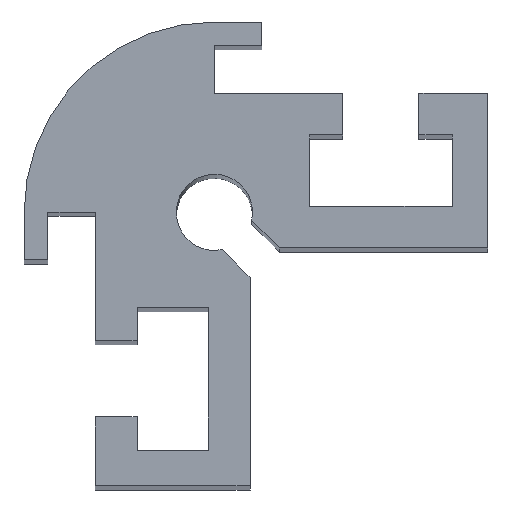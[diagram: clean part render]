
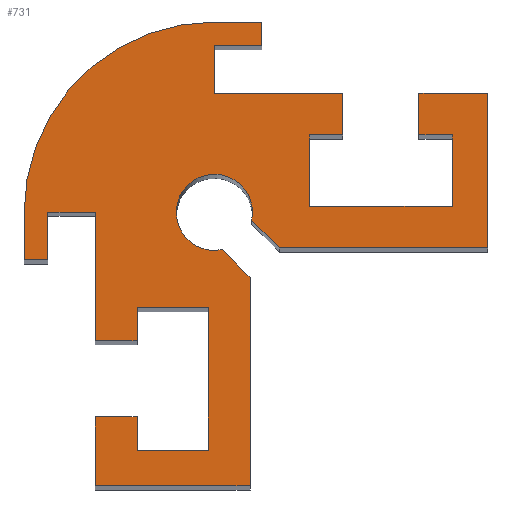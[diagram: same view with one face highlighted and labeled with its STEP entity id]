
A CAD part, top view. The second image highlights one B-rep face of the part: STEP entity #731.
In plain terms, the highlighted planar face has unit normal (0, 0, 1).
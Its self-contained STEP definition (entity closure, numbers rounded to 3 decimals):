
#16=CIRCLE('',#763,8.);
#18=CIRCLE('',#782,1.6);
#55=FACE_OUTER_BOUND('',#91,.T.);
#91=EDGE_LOOP('',(#595,#596,#597,#598,#599,#600,#601,#602,#603,#604,#605,
#606,#607,#608,#609,#610,#611,#612,#613,#614,#615,#616,#617,#618,#619,#620,
#621,#622,#623,#624,#625,#626,#627,#628));
#95=LINE('',#975,#193);
#98=LINE('',#981,#196);
#101=LINE('',#987,#199);
#104=LINE('',#993,#202);
#107=LINE('',#999,#205);
#110=LINE('',#1005,#208);
#113=LINE('',#1011,#211);
#116=LINE('',#1017,#214);
#119=LINE('',#1023,#217);
#122=LINE('',#1029,#220);
#125=LINE('',#1035,#223);
#128=LINE('',#1041,#226);
#131=LINE('',#1047,#229);
#134=LINE('',#1053,#232);
#138=LINE('',#1065,#236);
#141=LINE('',#1071,#239);
#144=LINE('',#1077,#242);
#147=LINE('',#1083,#245);
#150=LINE('',#1089,#248);
#153=LINE('',#1095,#251);
#156=LINE('',#1101,#254);
#159=LINE('',#1107,#257);
#162=LINE('',#1113,#260);
#165=LINE('',#1119,#263);
#168=LINE('',#1125,#266);
#171=LINE('',#1131,#269);
#174=LINE('',#1137,#272);
#177=LINE('',#1143,#275);
#180=LINE('',#1149,#278);
#183=LINE('',#1155,#281);
#187=LINE('',#1167,#285);
#190=LINE('',#1171,#288);
#193=VECTOR('',#793,10.);
#196=VECTOR('',#798,10.);
#199=VECTOR('',#803,10.);
#202=VECTOR('',#808,10.);
#205=VECTOR('',#813,10.);
#208=VECTOR('',#818,10.);
#211=VECTOR('',#823,10.);
#214=VECTOR('',#828,10.);
#217=VECTOR('',#833,10.);
#220=VECTOR('',#838,10.);
#223=VECTOR('',#843,10.);
#226=VECTOR('',#848,10.);
#229=VECTOR('',#853,10.);
#232=VECTOR('',#858,10.);
#236=VECTOR('',#870,10.);
#239=VECTOR('',#875,10.);
#242=VECTOR('',#880,10.);
#245=VECTOR('',#885,10.);
#248=VECTOR('',#890,10.);
#251=VECTOR('',#895,10.);
#254=VECTOR('',#900,10.);
#257=VECTOR('',#905,10.);
#260=VECTOR('',#910,10.);
#263=VECTOR('',#915,10.);
#266=VECTOR('',#920,10.);
#269=VECTOR('',#925,10.);
#272=VECTOR('',#930,10.);
#275=VECTOR('',#935,10.);
#278=VECTOR('',#940,10.);
#281=VECTOR('',#945,10.);
#285=VECTOR('',#957,10.);
#288=VECTOR('',#962,10.);
#291=VERTEX_POINT('',#972);
#292=VERTEX_POINT('',#974);
#294=VERTEX_POINT('',#980);
#296=VERTEX_POINT('',#986);
#298=VERTEX_POINT('',#992);
#300=VERTEX_POINT('',#998);
#302=VERTEX_POINT('',#1004);
#304=VERTEX_POINT('',#1010);
#306=VERTEX_POINT('',#1016);
#308=VERTEX_POINT('',#1022);
#310=VERTEX_POINT('',#1028);
#312=VERTEX_POINT('',#1034);
#314=VERTEX_POINT('',#1040);
#316=VERTEX_POINT('',#1046);
#318=VERTEX_POINT('',#1052);
#320=VERTEX_POINT('',#1058);
#322=VERTEX_POINT('',#1064);
#324=VERTEX_POINT('',#1070);
#326=VERTEX_POINT('',#1076);
#328=VERTEX_POINT('',#1082);
#330=VERTEX_POINT('',#1088);
#332=VERTEX_POINT('',#1094);
#334=VERTEX_POINT('',#1100);
#336=VERTEX_POINT('',#1106);
#338=VERTEX_POINT('',#1112);
#340=VERTEX_POINT('',#1118);
#342=VERTEX_POINT('',#1124);
#344=VERTEX_POINT('',#1130);
#346=VERTEX_POINT('',#1136);
#348=VERTEX_POINT('',#1142);
#350=VERTEX_POINT('',#1148);
#352=VERTEX_POINT('',#1154);
#354=VERTEX_POINT('',#1160);
#356=VERTEX_POINT('',#1166);
#359=EDGE_CURVE('',#292,#291,#95,.T.);
#362=EDGE_CURVE('',#294,#292,#98,.T.);
#365=EDGE_CURVE('',#296,#294,#101,.T.);
#368=EDGE_CURVE('',#298,#296,#104,.T.);
#371=EDGE_CURVE('',#300,#298,#107,.T.);
#374=EDGE_CURVE('',#302,#300,#110,.T.);
#377=EDGE_CURVE('',#304,#302,#113,.T.);
#380=EDGE_CURVE('',#306,#304,#116,.T.);
#383=EDGE_CURVE('',#308,#306,#119,.T.);
#386=EDGE_CURVE('',#310,#308,#122,.T.);
#389=EDGE_CURVE('',#312,#310,#125,.T.);
#392=EDGE_CURVE('',#314,#312,#128,.T.);
#395=EDGE_CURVE('',#316,#314,#131,.T.);
#398=EDGE_CURVE('',#318,#316,#134,.T.);
#401=EDGE_CURVE('',#320,#318,#16,.T.);
#404=EDGE_CURVE('',#322,#320,#138,.T.);
#407=EDGE_CURVE('',#324,#322,#141,.T.);
#410=EDGE_CURVE('',#326,#324,#144,.T.);
#413=EDGE_CURVE('',#328,#326,#147,.T.);
#416=EDGE_CURVE('',#330,#328,#150,.T.);
#419=EDGE_CURVE('',#332,#330,#153,.T.);
#422=EDGE_CURVE('',#334,#332,#156,.T.);
#425=EDGE_CURVE('',#336,#334,#159,.T.);
#428=EDGE_CURVE('',#338,#336,#162,.T.);
#431=EDGE_CURVE('',#340,#338,#165,.T.);
#434=EDGE_CURVE('',#342,#340,#168,.T.);
#437=EDGE_CURVE('',#344,#342,#171,.T.);
#440=EDGE_CURVE('',#346,#344,#174,.T.);
#443=EDGE_CURVE('',#348,#346,#177,.T.);
#446=EDGE_CURVE('',#350,#348,#180,.T.);
#449=EDGE_CURVE('',#352,#350,#183,.T.);
#452=EDGE_CURVE('',#354,#352,#18,.T.);
#455=EDGE_CURVE('',#356,#354,#187,.T.);
#458=EDGE_CURVE('',#291,#356,#190,.T.);
#595=ORIENTED_EDGE('',*,*,#458,.T.);
#596=ORIENTED_EDGE('',*,*,#455,.T.);
#597=ORIENTED_EDGE('',*,*,#452,.T.);
#598=ORIENTED_EDGE('',*,*,#449,.T.);
#599=ORIENTED_EDGE('',*,*,#446,.T.);
#600=ORIENTED_EDGE('',*,*,#443,.T.);
#601=ORIENTED_EDGE('',*,*,#440,.T.);
#602=ORIENTED_EDGE('',*,*,#437,.T.);
#603=ORIENTED_EDGE('',*,*,#434,.T.);
#604=ORIENTED_EDGE('',*,*,#431,.T.);
#605=ORIENTED_EDGE('',*,*,#428,.T.);
#606=ORIENTED_EDGE('',*,*,#425,.T.);
#607=ORIENTED_EDGE('',*,*,#422,.T.);
#608=ORIENTED_EDGE('',*,*,#419,.T.);
#609=ORIENTED_EDGE('',*,*,#416,.T.);
#610=ORIENTED_EDGE('',*,*,#413,.T.);
#611=ORIENTED_EDGE('',*,*,#410,.T.);
#612=ORIENTED_EDGE('',*,*,#407,.T.);
#613=ORIENTED_EDGE('',*,*,#404,.T.);
#614=ORIENTED_EDGE('',*,*,#401,.T.);
#615=ORIENTED_EDGE('',*,*,#398,.T.);
#616=ORIENTED_EDGE('',*,*,#395,.T.);
#617=ORIENTED_EDGE('',*,*,#392,.T.);
#618=ORIENTED_EDGE('',*,*,#389,.T.);
#619=ORIENTED_EDGE('',*,*,#386,.T.);
#620=ORIENTED_EDGE('',*,*,#383,.T.);
#621=ORIENTED_EDGE('',*,*,#380,.T.);
#622=ORIENTED_EDGE('',*,*,#377,.T.);
#623=ORIENTED_EDGE('',*,*,#374,.T.);
#624=ORIENTED_EDGE('',*,*,#371,.T.);
#625=ORIENTED_EDGE('',*,*,#368,.T.);
#626=ORIENTED_EDGE('',*,*,#365,.T.);
#627=ORIENTED_EDGE('',*,*,#362,.T.);
#628=ORIENTED_EDGE('',*,*,#359,.T.);
#695=PLANE('',#785);
#731=ADVANCED_FACE('',(#55),#695,.T.);
#763=AXIS2_PLACEMENT_3D('',#1059,#864,#865);
#782=AXIS2_PLACEMENT_3D('',#1161,#951,#952);
#785=AXIS2_PLACEMENT_3D('',#1172,#963,#964);
#793=DIRECTION('',(1.,0.,0.));
#798=DIRECTION('',(0.,-1.,0.));
#803=DIRECTION('',(-1.,0.,0.));
#808=DIRECTION('',(0.,1.,0.));
#813=DIRECTION('',(-1.,0.,0.));
#818=DIRECTION('',(0.,-1.,0.));
#823=DIRECTION('',(1.,0.,0.));
#828=DIRECTION('',(0.,1.,0.));
#833=DIRECTION('',(1.,0.,0.));
#838=DIRECTION('',(0.,-1.,0.));
#843=DIRECTION('',(1.,0.,0.));
#848=DIRECTION('',(0.,1.,0.));
#853=DIRECTION('',(1.,0.,0.));
#858=DIRECTION('',(0.,-1.,0.));
#864=DIRECTION('center_axis',(0.,0.,1.));
#865=DIRECTION('ref_axis',(0.,1.,0.));
#870=DIRECTION('',(-1.,0.,0.));
#875=DIRECTION('',(0.,1.,0.));
#880=DIRECTION('',(1.,0.,0.));
#885=DIRECTION('',(0.,1.,0.));
#890=DIRECTION('',(-1.,0.,0.));
#895=DIRECTION('',(0.,1.,0.));
#900=DIRECTION('',(1.,0.,0.));
#905=DIRECTION('',(0.,1.,0.));
#910=DIRECTION('',(-1.,0.,0.));
#915=DIRECTION('',(0.,-1.,0.));
#920=DIRECTION('',(1.,0.,0.));
#925=DIRECTION('',(0.,-1.,0.));
#930=DIRECTION('',(-1.,0.,0.));
#935=DIRECTION('',(0.,1.,0.));
#940=DIRECTION('',(1.,0.,0.));
#945=DIRECTION('',(0.707,-0.707,0.));
#951=DIRECTION('center_axis',(0.,0.,-1.));
#952=DIRECTION('ref_axis',(0.979,-0.205,0.));
#957=DIRECTION('',(-0.707,0.707,0.));
#962=DIRECTION('',(0.,1.,0.));
#963=DIRECTION('center_axis',(0.,0.,1.));
#964=DIRECTION('ref_axis',(1.,0.,0.));
#972=CARTESIAN_POINT('',(9.5,0.,100.));
#974=CARTESIAN_POINT('',(3.,0.,100.));
#975=CARTESIAN_POINT('',(0.,0.,100.));
#980=CARTESIAN_POINT('',(3.,2.9,100.));
#981=CARTESIAN_POINT('',(3.,0.,100.));
#986=CARTESIAN_POINT('',(4.75,2.9,100.));
#987=CARTESIAN_POINT('',(3.,2.9,100.));
#992=CARTESIAN_POINT('',(4.75,1.5,100.));
#993=CARTESIAN_POINT('',(4.75,2.9,100.));
#998=CARTESIAN_POINT('',(7.75,1.5,100.));
#999=CARTESIAN_POINT('',(4.75,1.5,100.));
#1004=CARTESIAN_POINT('',(7.75,7.5,100.));
#1005=CARTESIAN_POINT('',(7.75,1.5,100.));
#1010=CARTESIAN_POINT('',(4.75,7.5,100.));
#1011=CARTESIAN_POINT('',(7.75,7.5,100.));
#1016=CARTESIAN_POINT('',(4.75,6.1,100.));
#1017=CARTESIAN_POINT('',(4.75,7.5,100.));
#1022=CARTESIAN_POINT('',(3.,6.1,100.));
#1023=CARTESIAN_POINT('',(4.75,6.1,100.));
#1028=CARTESIAN_POINT('',(3.,11.5,100.));
#1029=CARTESIAN_POINT('',(3.,11.5,100.));
#1034=CARTESIAN_POINT('',(1.,11.5,100.));
#1035=CARTESIAN_POINT('',(1.,11.5,100.));
#1040=CARTESIAN_POINT('',(1.,9.5,100.));
#1041=CARTESIAN_POINT('',(1.,9.5,100.));
#1046=CARTESIAN_POINT('',(0.,9.5,100.));
#1047=CARTESIAN_POINT('',(0.,9.5,100.));
#1052=CARTESIAN_POINT('',(0.,11.5,100.));
#1053=CARTESIAN_POINT('',(0.,11.5,100.));
#1058=CARTESIAN_POINT('',(8.,19.5,100.));
#1059=CARTESIAN_POINT('Origin',(8.,11.5,100.));
#1064=CARTESIAN_POINT('',(10.,19.5,100.));
#1065=CARTESIAN_POINT('',(8.,19.5,100.));
#1070=CARTESIAN_POINT('',(10.,18.5,100.));
#1071=CARTESIAN_POINT('',(10.,19.5,100.));
#1076=CARTESIAN_POINT('',(8.,18.5,100.));
#1077=CARTESIAN_POINT('',(10.,18.5,100.));
#1082=CARTESIAN_POINT('',(8.,16.5,100.));
#1083=CARTESIAN_POINT('',(8.,18.5,100.));
#1088=CARTESIAN_POINT('',(13.4,16.5,100.));
#1089=CARTESIAN_POINT('',(8.,16.5,100.));
#1094=CARTESIAN_POINT('',(13.4,14.75,100.));
#1095=CARTESIAN_POINT('',(13.4,14.75,100.));
#1100=CARTESIAN_POINT('',(12.,14.75,100.));
#1101=CARTESIAN_POINT('',(12.,14.75,100.));
#1106=CARTESIAN_POINT('',(12.,11.75,100.));
#1107=CARTESIAN_POINT('',(12.,11.75,100.));
#1112=CARTESIAN_POINT('',(18.,11.75,100.));
#1113=CARTESIAN_POINT('',(18.,11.75,100.));
#1118=CARTESIAN_POINT('',(18.,14.75,100.));
#1119=CARTESIAN_POINT('',(18.,14.75,100.));
#1124=CARTESIAN_POINT('',(16.6,14.75,100.));
#1125=CARTESIAN_POINT('',(16.6,14.75,100.));
#1130=CARTESIAN_POINT('',(16.6,16.5,100.));
#1131=CARTESIAN_POINT('',(16.6,16.5,100.));
#1136=CARTESIAN_POINT('',(19.5,16.5,100.));
#1137=CARTESIAN_POINT('',(16.6,16.5,100.));
#1142=CARTESIAN_POINT('',(19.5,10.,100.));
#1143=CARTESIAN_POINT('',(19.5,10.,100.));
#1148=CARTESIAN_POINT('',(10.737,10.,100.));
#1149=CARTESIAN_POINT('',(15.,10.,100.));
#1154=CARTESIAN_POINT('',(9.566,11.172,100.));
#1155=CARTESIAN_POINT('',(10.737,10.,100.));
#1160=CARTESIAN_POINT('',(8.328,9.934,100.));
#1161=CARTESIAN_POINT('Origin',(8.,11.5,100.));
#1166=CARTESIAN_POINT('',(9.5,8.763,100.));
#1167=CARTESIAN_POINT('',(9.5,8.763,100.));
#1171=CARTESIAN_POINT('',(9.5,4.5,100.));
#1172=CARTESIAN_POINT('Origin',(9.75,9.75,100.));
